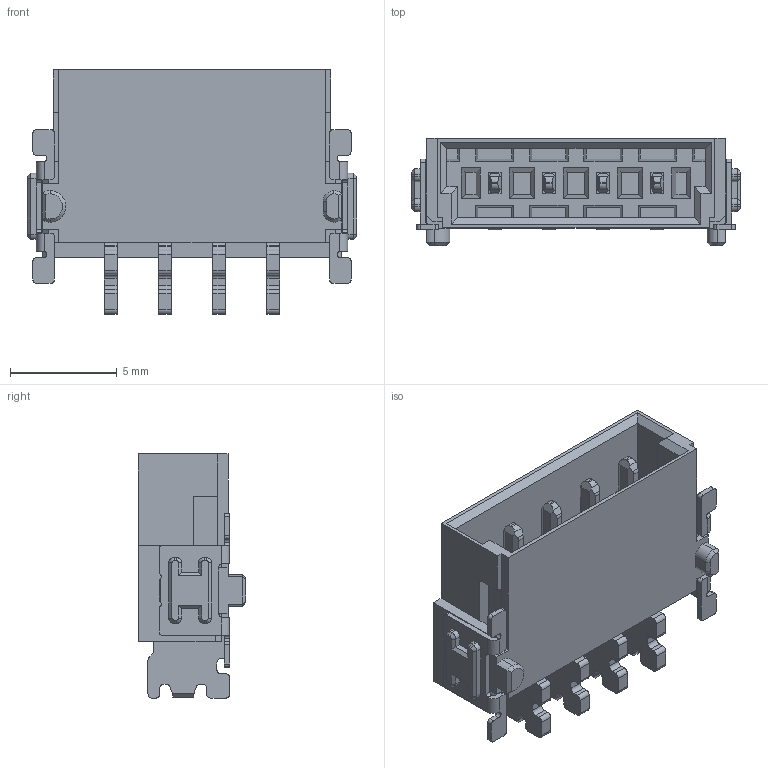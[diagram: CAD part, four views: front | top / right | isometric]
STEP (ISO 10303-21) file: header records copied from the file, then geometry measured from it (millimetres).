
FILE_DESCRIPTION (( 'STEP AP203' ), '1' );
FILE_NAME ('9029-04.STEP', '2024-11-20T02:37:11', ( '' ), ( '' ), 'SwSTEP 2.0', 'SolidWorks 2014', '' );
FILE_SCHEMA (( 'CONFIG_CONTROL_DESIGN' ));
Length unit declared in the file: millimetre
Products named in the file (1): 9029-04
Bounding box: 15.44 x 5.03 x 11.45 mm (x, y, z)
Volume: 292.6 mm3; surface area: 927.4 mm2
Topology: 1 solids, 1 shells, 657 faces, 1829 edges, 1195 vertices
Faces by surface type: plane 445, cylinder 182, cone 22, bspline 8
Entity records: 21134 total; most frequent: CARTESIAN_POINT 4146, ORIENTED_EDGE 3658, DIRECTION 3391, EDGE_CURVE 1829, VECTOR 1375, LINE 1375, VERTEX_POINT 1195, AXIS2_PLACEMENT_3D 1008
